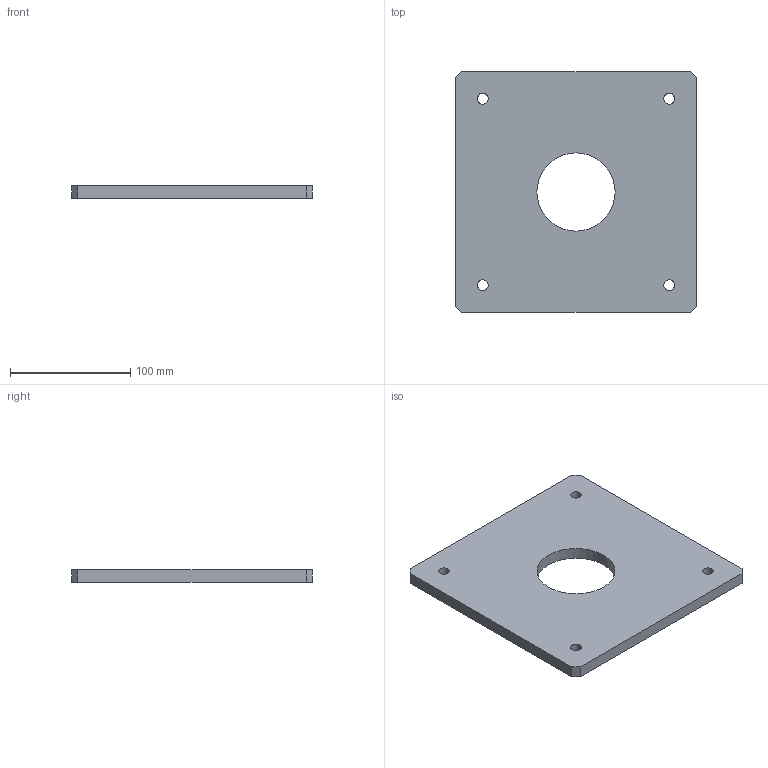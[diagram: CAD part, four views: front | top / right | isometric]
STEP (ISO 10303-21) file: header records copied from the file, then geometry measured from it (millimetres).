
FILE_DESCRIPTION(('CATIA V5 STEP Exchange'),'2;1');
FILE_NAME('EOLX1.0 Banc d''essai\EOLX1.0-D-000-002_A.stp','2020-01-30T21:50:44+00:00',('none'),('none'),'CATIA Version 5 Release 21 GA (IN-10)','CATIA V5 STEP AP203','none');
FILE_SCHEMA(('CONFIG_CONTROL_DESIGN'));
Length unit declared in the file: millimetre
Products named in the file (1): EOLX1.0-D-000-002_A
Bounding box: 200 x 200 x 10 mm (x, y, z)
Volume: 363772.2 mm3; surface area: 83810.3 mm2
Topology: 1 solids, 1 shells, 20 faces, 54 edges, 36 vertices
Faces by surface type: plane 10, cylinder 10
Entity records: 655 total; most frequent: ORIENTED_EDGE 108, CARTESIAN_POINT 106, DIRECTION 84, EDGE_CURVE 54, AXIS2_PLACEMENT_3D 36, VERTEX_POINT 36, VECTOR 34, LINE 34
